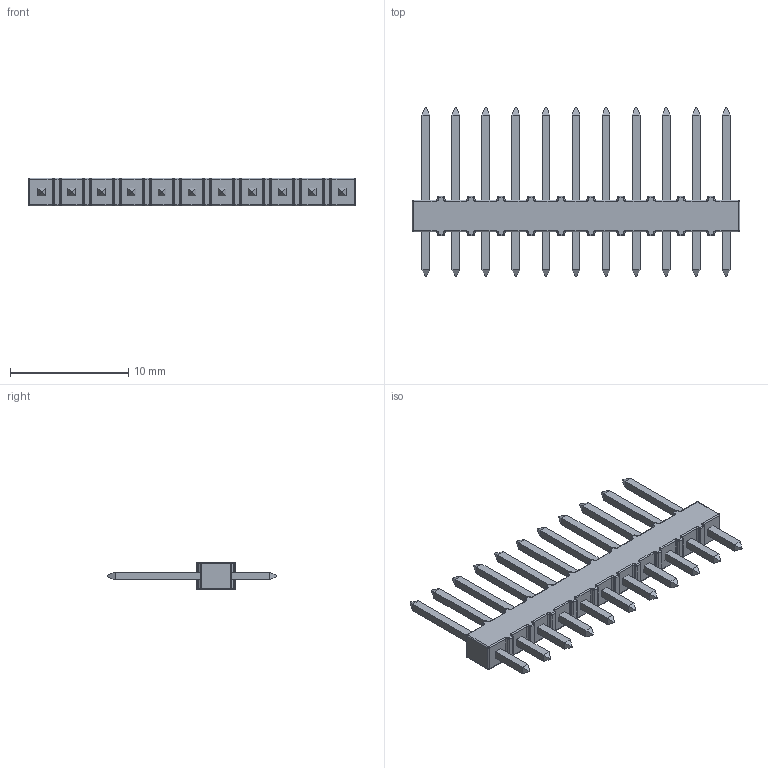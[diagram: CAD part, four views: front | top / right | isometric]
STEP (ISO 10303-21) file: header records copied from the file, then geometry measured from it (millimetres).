
FILE_DESCRIPTION (( 'STEP AP214' ), '1' );
FILE_NAME ('22-03-2111.STEP', '2018-02-20T21:16:52', ( '' ), ( '' ), 'SwSTEP 2.0', 'SolidWorks 2014', '' );
FILE_SCHEMA (( 'AUTOMOTIVE_DESIGN' ));
Length unit declared in the file: millimetre
Products named in the file (1): 22-03-2111
Bounding box: 27.69 x 14.22 x 2.34 mm (x, y, z)
Volume: 236.8 mm3; surface area: 652.2 mm2
Topology: 23 solids, 23 shells, 726 faces, 1616 edges, 848 vertices
Faces by surface type: plane 306, cylinder 252, sphere 88, torus 80
Entity records: 21763 total; most frequent: DIRECTION 3566, CARTESIAN_POINT 3103, ORIENTED_EDGE 3056, EDGE_CURVE 1528, AXIS2_PLACEMENT_3D 1311, LINE 944, VECTOR 944, VERTEX_POINT 848
